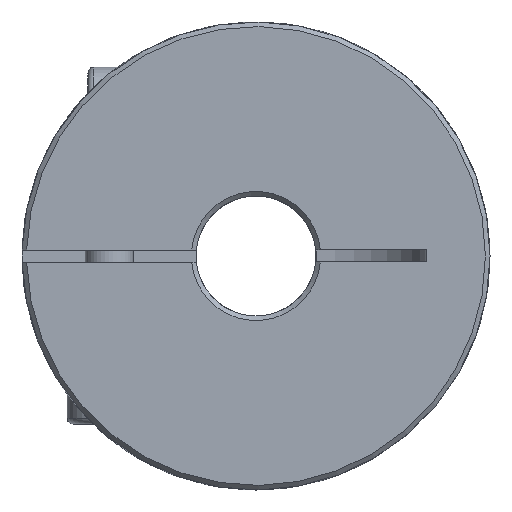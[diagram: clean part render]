
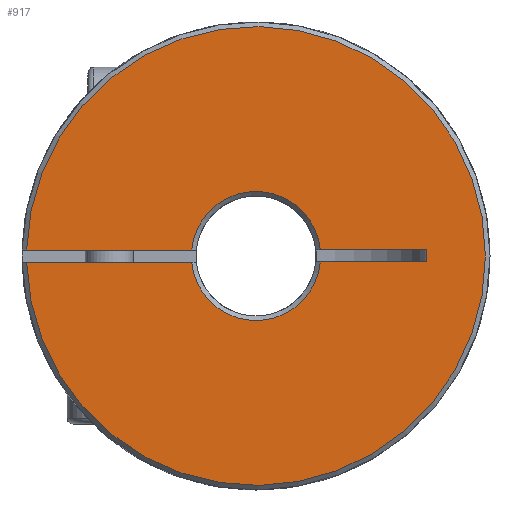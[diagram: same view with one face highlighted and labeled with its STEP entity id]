
A CAD part, left-side view. The second image highlights one B-rep face of the part: STEP entity #917.
In plain terms, the highlighted planar face has unit normal (-1, 0, 0).
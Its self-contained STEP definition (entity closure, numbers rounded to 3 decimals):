
#183 = ORIENTED_EDGE ( 'NONE', *, *, #1972, .F. ) ;
#184 = ORIENTED_EDGE ( 'NONE', *, *, #1971, .T. ) ;
#185 = ORIENTED_EDGE ( 'NONE', *, *, #1964, .F. ) ;
#778 = EDGE_LOOP ( 'NONE', ( #2543, #2544, #2545, #1599, #1598, #183, #184, #185 ) ) ;
#917 = ADVANCED_FACE ( 'NONE', ( #3317 ), #2736, .T. ) ;
#1144 = VERTEX_POINT ( 'NONE', #2978 ) ;
#1145 = VERTEX_POINT ( 'NONE', #2979 ) ;
#1150 = VERTEX_POINT ( 'NONE', #2984 ) ;
#1151 = VERTEX_POINT ( 'NONE', #2985 ) ;
#1152 = VERTEX_POINT ( 'NONE', #2986 ) ;
#1153 = VERTEX_POINT ( 'NONE', #2987 ) ;
#1154 = VERTEX_POINT ( 'NONE', #2988 ) ;
#1155 = VERTEX_POINT ( 'NONE', #2989 ) ;
#1593 = EDGE_CURVE ( 'NONE', #1144, #1145, #3438, .T. ) ;
#1598 = ORIENTED_EDGE ( 'NONE', *, *, #1966, .F. ) ;
#1599 = ORIENTED_EDGE ( 'NONE', *, *, #1593, .F. ) ;
#1964 = EDGE_CURVE ( 'NONE', #1150, #1155, #3448, .T. ) ;
#1966 = EDGE_CURVE ( 'NONE', #1153, #1144, #3449, .T. ) ;
#1968 = EDGE_CURVE ( 'NONE', #1152, #1145, #3444, .T. ) ;
#1969 = EDGE_CURVE ( 'NONE', #1152, #1151, #3452, .T. ) ;
#1970 = EDGE_CURVE ( 'NONE', #1150, #1151, #3442, .T. ) ;
#1971 = EDGE_CURVE ( 'NONE', #1154, #1155, #3456, .T. ) ;
#1972 = EDGE_CURVE ( 'NONE', #1154, #1153, #3460, .T. ) ;
#2403 = AXIS2_PLACEMENT_3D ( 'NONE', #2729, #2739, #2740 ) ;
#2437 = AXIS2_PLACEMENT_3D ( 'NONE', #3568, #3570, #3571 ) ;
#2446 = AXIS2_PLACEMENT_3D ( 'NONE', #3579, #3630, #3631 ) ;
#2452 = AXIS2_PLACEMENT_3D ( 'NONE', #3644, #3648, #3649 ) ;
#2543 = ORIENTED_EDGE ( 'NONE', *, *, #1970, .T. ) ;
#2544 = ORIENTED_EDGE ( 'NONE', *, *, #1969, .F. ) ;
#2545 = ORIENTED_EDGE ( 'NONE', *, *, #1968, .T. ) ;
#2729 = CARTESIAN_POINT ( 'NONE',  ( -24.5, 0., 0. ) ) ;
#2736 = PLANE ( 'NONE',  #2403 ) ;
#2739 = DIRECTION ( 'NONE',  ( -1., 0., 0. ) ) ;
#2740 = DIRECTION ( 'NONE',  ( 0., -1., 0. ) ) ;
#2978 = CARTESIAN_POINT ( 'NONE',  ( -24.5, 5.358, -0.5 ) ) ;
#2979 = CARTESIAN_POINT ( 'NONE',  ( -24.5, -5.358, -0.5 ) ) ;
#2984 = CARTESIAN_POINT ( 'NONE',  ( -24.5, -5.358, 0.5 ) ) ;
#2985 = CARTESIAN_POINT ( 'NONE',  ( -24.5, -14.214, 0.5 ) ) ;
#2986 = CARTESIAN_POINT ( 'NONE',  ( -24.5, -14.214, -0.5 ) ) ;
#2987 = CARTESIAN_POINT ( 'NONE',  ( -24.5, 19.112, -0.5 ) ) ;
#2988 = CARTESIAN_POINT ( 'NONE',  ( -24.5, 19.112, 0.5 ) ) ;
#2989 = CARTESIAN_POINT ( 'NONE',  ( -24.5, 5.358, 0.5 ) ) ;
#3317 = FACE_OUTER_BOUND ( 'NONE', #778, .T. ) ;
#3438 = CIRCLE ( 'NONE', #2437, 5.381 ) ;
#3440 = VECTOR ( 'NONE', #3636, 1000. ) ;
#3442 = LINE ( 'NONE', #3641, #3455 ) ;
#3444 = LINE ( 'NONE', #3639, #3446 ) ;
#3446 = VECTOR ( 'NONE', #3640, 1000. ) ;
#3448 = CIRCLE ( 'NONE', #2446, 5.381 ) ;
#3449 = LINE ( 'NONE', #3629, #3440 ) ;
#3452 = LINE ( 'NONE', #3626, #3454 ) ;
#3454 = VECTOR ( 'NONE', #3643, 1000. ) ;
#3455 = VECTOR ( 'NONE', #3645, 1000. ) ;
#3456 = LINE ( 'NONE', #3646, #3457 ) ;
#3457 = VECTOR ( 'NONE', #3647, 1000. ) ;
#3460 = CIRCLE ( 'NONE', #2452, 19.119 ) ;
#3568 = CARTESIAN_POINT ( 'NONE',  ( -24.5, 0., 0. ) ) ;
#3570 = DIRECTION ( 'NONE',  ( -1., 0., 0. ) ) ;
#3571 = DIRECTION ( 'NONE',  ( 0., -1., 0. ) ) ;
#3579 = CARTESIAN_POINT ( 'NONE',  ( -24.5, 0., 0. ) ) ;
#3626 = CARTESIAN_POINT ( 'NONE',  ( -24.5, -14.214, -17.43 ) ) ;
#3629 = CARTESIAN_POINT ( 'NONE',  ( -24.5, 0., -0.5 ) ) ;
#3630 = DIRECTION ( 'NONE',  ( -1., 0., 0. ) ) ;
#3631 = DIRECTION ( 'NONE',  ( 0., -1., 0. ) ) ;
#3636 = DIRECTION ( 'NONE',  ( 0., -1., 0. ) ) ;
#3639 = CARTESIAN_POINT ( 'NONE',  ( -24.5, -14.214, -0.5 ) ) ;
#3640 = DIRECTION ( 'NONE',  ( 0., 1., 0. ) ) ;
#3641 = CARTESIAN_POINT ( 'NONE',  ( -24.5, -14.214, 0.5 ) ) ;
#3643 = DIRECTION ( 'NONE',  ( 0., 0., 1. ) ) ;
#3644 = CARTESIAN_POINT ( 'NONE',  ( -24.5, 0., 0. ) ) ;
#3645 = DIRECTION ( 'NONE',  ( 0., -1., 0. ) ) ;
#3646 = CARTESIAN_POINT ( 'NONE',  ( -24.5, 0., 0.5 ) ) ;
#3647 = DIRECTION ( 'NONE',  ( 0., -1., 0. ) ) ;
#3648 = DIRECTION ( 'NONE',  ( 1., 0., 0. ) ) ;
#3649 = DIRECTION ( 'NONE',  ( 0., -1., 0. ) ) ;
